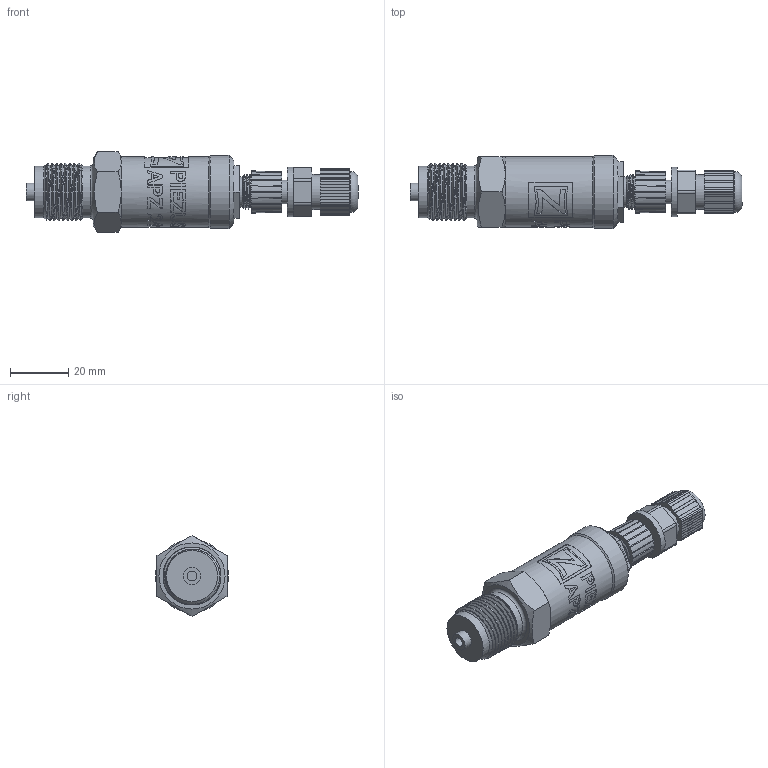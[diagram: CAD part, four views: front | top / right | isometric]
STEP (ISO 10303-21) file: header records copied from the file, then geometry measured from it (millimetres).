
FILE_DESCRIPTION(/* description */ (''),/* implementation_level */ '2;1');
FILE_NAME(/* name */ 'APZ2410_M20x1,5EN_M12x1-straight.step',/* time_stamp */ '2021-07-19T10:19:50+03:00',/* author */ (''),/* organization */ (''),/* preprocessor_version */ 'ST-DEVELOPER v18.1',/* originating_system */ 'Autodesk Translation Framework v10.9.0.1377',/* authorisation */ '');
FILE_SCHEMA (('AUTOMOTIVE_DESIGN { 1 0 10303 214 3 1 1 }'));
Length unit declared in the file: millimetre
Products named in the file (7): АПЗ 2422 (2412,2410) - filled; M20x1,5 EN; Стакан; Адаптер М12х1; M12x1 assembly v4; M12x1 female straight v9; M12x1 male v16
Assembly tree (6 placements, depth 3):
  АПЗ 2422 (2412,2410) - filled
    M20x1,5 EN
    Стакан
    Адаптер М12х1
    M12x1 assembly v4
      M12x1 female straight v9
      M12x1 male v16
Bounding box: 113.67 x 25 x 27.71 mm (x, y, z)
Volume: 35065.6 mm3; surface area: 15080 mm2
Topology: 15 solids, 15 shells, 758 faces, 2042 edges, 1350 vertices
Faces by surface type: bspline 321, plane 252, cylinder 139, cone 40, torus 6
Full cylindrical faces by diameter (mm): 1 x12, 1.5 x4, 3.3 x1, 6 x1, 7.3 x1, 8 x3, 8.2 x1, 10.293 x1, 10.6 x2, 10.741 x6, 11.884 x5, 12 x1, 14 x2, 14.137 x4, 14.526 x7, 15.85 x3, 16.203 x8, 17 x1, 17.5 x1, 17.8 x1, 18.137 x8, 19.85 x7, 22.15 x2, 22.65 x2, 24 x1, 25 x1
Entity records: 38315 total; most frequent: CARTESIAN_POINT 21380, ORIENTED_EDGE 4084, DIRECTION 2394, EDGE_CURVE 2042, VERTEX_POINT 1350, LINE 942, VECTOR 942, EDGE_LOOP 808
